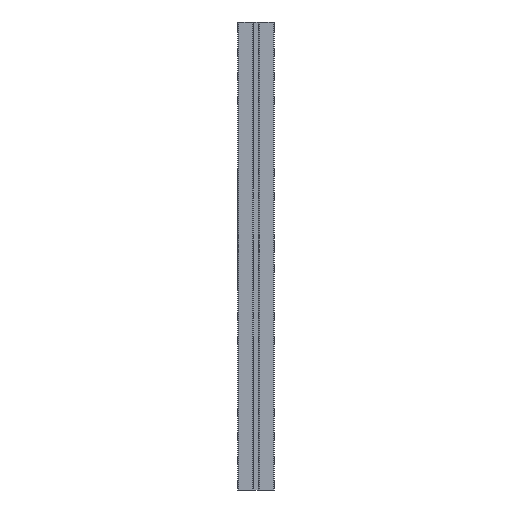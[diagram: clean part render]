
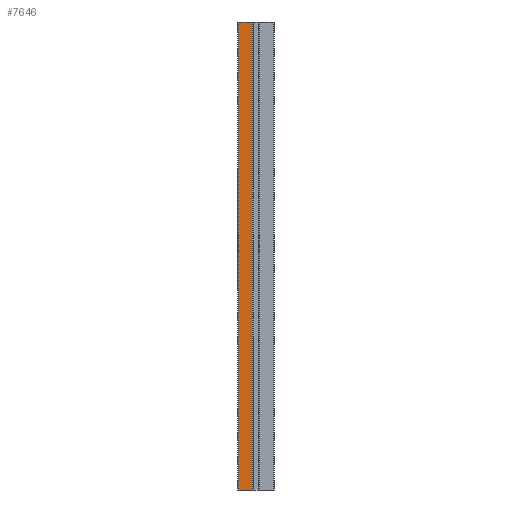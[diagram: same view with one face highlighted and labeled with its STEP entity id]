
A CAD part, left-side view. The second image highlights one B-rep face of the part: STEP entity #7646.
In plain terms, the highlighted planar face has unit normal (-1, 0, 0).
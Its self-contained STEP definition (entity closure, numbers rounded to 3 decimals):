
#720 = CARTESIAN_POINT ( 'NONE',  ( -12., -1.6, 312. ) ) ;
#967 = DIRECTION ( 'NONE',  ( 0., 1., 0. ) ) ;
#1689 = EDGE_CURVE ( 'NONE', #8840, #31192, #35780, .T. ) ;
#1690 = CARTESIAN_POINT ( 'NONE',  ( -12., -8., 0. ) ) ;
#3803 = CARTESIAN_POINT ( 'NONE',  ( -12., -8., 312. ) ) ;
#3815 = DIRECTION ( 'NONE',  ( 0., 0., 1. ) ) ;
#3909 = VECTOR ( 'NONE', #32894, 1000. ) ;
#4636 = CARTESIAN_POINT ( 'NONE',  ( -12., 7.5, 312. ) ) ;
#7646 = ADVANCED_FACE ( 'NONE', ( #28919 ), #37934, .F. ) ;
#8022 = VERTEX_POINT ( 'NONE', #21612 ) ;
#8840 = VERTEX_POINT ( 'NONE', #4636 ) ;
#10211 = LINE ( 'NONE', #25259, #18455 ) ;
#10865 = LINE ( 'NONE', #1690, #32574 ) ;
#11006 = DIRECTION ( 'NONE',  ( 0., -1., 0. ) ) ;
#11875 = LINE ( 'NONE', #720, #27306 ) ;
#12349 = CARTESIAN_POINT ( 'NONE',  ( -12., -1.6, 0. ) ) ;
#14412 = CARTESIAN_POINT ( 'NONE',  ( -12., -5.62, 312. ) ) ;
#15989 = DIRECTION ( 'NONE',  ( 0., 0., -1. ) ) ;
#17402 = AXIS2_PLACEMENT_3D ( 'NONE', #3803, #19466, #967 ) ;
#17554 = EDGE_CURVE ( 'NONE', #8022, #17829, #10865, .T. ) ;
#17829 = VERTEX_POINT ( 'NONE', #12349 ) ;
#17949 = ORIENTED_EDGE ( 'NONE', *, *, #1689, .F. ) ;
#18455 = VECTOR ( 'NONE', #15989, 1000. ) ;
#19466 = DIRECTION ( 'NONE',  ( 1., 0., 0. ) ) ;
#21612 = CARTESIAN_POINT ( 'NONE',  ( -12., 7.5, 0. ) ) ;
#25259 = CARTESIAN_POINT ( 'NONE',  ( -12., 7.5, 312. ) ) ;
#26088 = ORIENTED_EDGE ( 'NONE', *, *, #31480, .T. ) ;
#27306 = VECTOR ( 'NONE', #3815, 1000. ) ;
#27816 = ORIENTED_EDGE ( 'NONE', *, *, #36204, .T. ) ;
#28919 = FACE_OUTER_BOUND ( 'NONE', #34518, .T. ) ;
#29730 = CARTESIAN_POINT ( 'NONE',  ( -12., -1.6, 312. ) ) ;
#31192 = VERTEX_POINT ( 'NONE', #29730 ) ;
#31480 = EDGE_CURVE ( 'NONE', #8840, #8022, #10211, .T. ) ;
#32574 = VECTOR ( 'NONE', #11006, 1000. ) ;
#32894 = DIRECTION ( 'NONE',  ( 0., -1., 0. ) ) ;
#34518 = EDGE_LOOP ( 'NONE', ( #35053, #27816, #17949, #26088 ) ) ;
#35053 = ORIENTED_EDGE ( 'NONE', *, *, #17554, .T. ) ;
#35780 = LINE ( 'NONE', #14412, #3909 ) ;
#36204 = EDGE_CURVE ( 'NONE', #17829, #31192, #11875, .T. ) ;
#37934 = PLANE ( 'NONE',  #17402 ) ;
